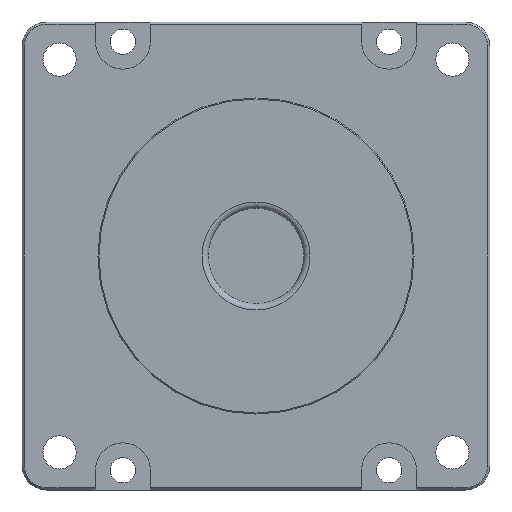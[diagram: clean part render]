
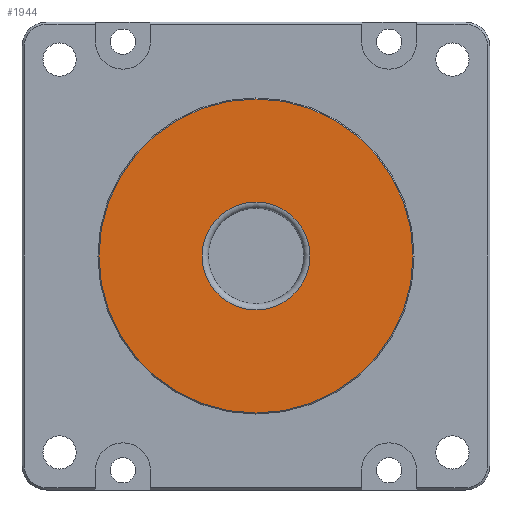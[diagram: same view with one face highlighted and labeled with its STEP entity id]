
A CAD part, left-side view. The second image highlights one B-rep face of the part: STEP entity #1944.
In plain terms, the highlighted planar face has unit normal (-1, 0, 0).
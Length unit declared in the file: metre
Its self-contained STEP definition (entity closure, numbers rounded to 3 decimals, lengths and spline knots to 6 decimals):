
#128=CIRCLE('',#2139,0.0065);
#129=CIRCLE('',#2140,0.018925);
#487=ORIENTED_EDGE('',*,*,#927,.T.);
#488=ORIENTED_EDGE('',*,*,#928,.T.);
#927=EDGE_CURVE('',#1133,#1133,#128,.T.);
#928=EDGE_CURVE('',#1134,#1134,#129,.T.);
#1133=VERTEX_POINT('',#3238);
#1134=VERTEX_POINT('',#3240);
#1596=EDGE_LOOP('',(#487));
#1597=EDGE_LOOP('',(#488));
#1746=FACE_BOUND('',#1596,.T.);
#1747=FACE_BOUND('',#1597,.T.);
#1852=PLANE('',#2138);
#1944=ADVANCED_FACE('',(#1746,#1747),#1852,.F.);
#2138=AXIS2_PLACEMENT_3D('',#3236,#2613,#2614);
#2139=AXIS2_PLACEMENT_3D('',#3237,#2615,#2616);
#2140=AXIS2_PLACEMENT_3D('',#3239,#2617,#2618);
#2613=DIRECTION('',(1.,0.,0.));
#2614=DIRECTION('',(0.,0.,-1.));
#2615=DIRECTION('',(1.,0.,0.));
#2616=DIRECTION('',(0.,0.,-1.));
#2617=DIRECTION('',(-1.,0.,0.));
#2618=DIRECTION('',(0.,0.,-1.));
#3236=CARTESIAN_POINT('',(-0.027108,-0.0122,-0.020872));
#3237=CARTESIAN_POINT('',(-0.027108,-0.0122,-0.020872));
#3238=CARTESIAN_POINT('',(-0.027108,-0.0122,-0.027372));
#3239=CARTESIAN_POINT('',(-0.027108,-0.0122,-0.020872));
#3240=CARTESIAN_POINT('',(-0.027108,-0.0122,-0.039797));
